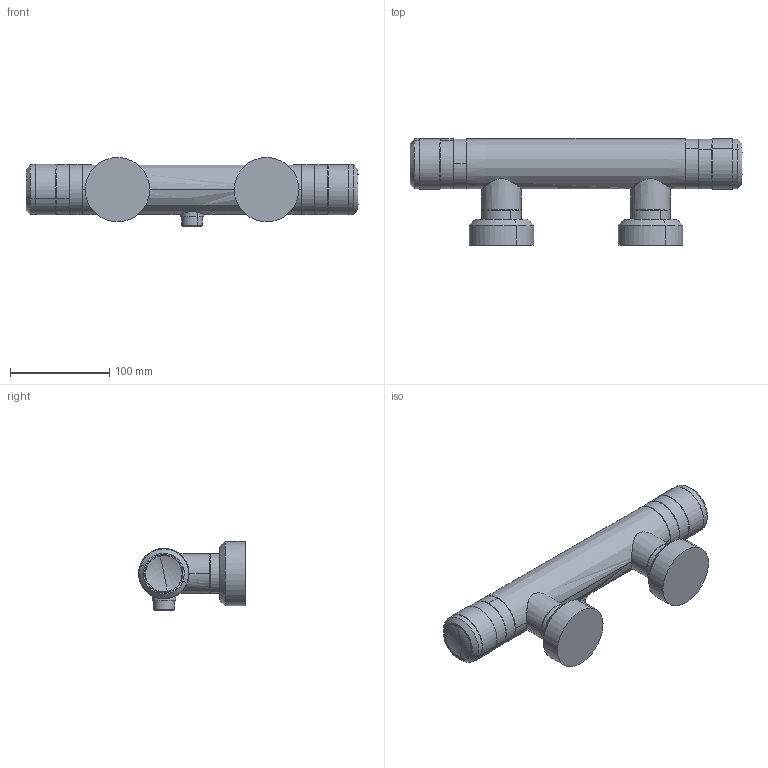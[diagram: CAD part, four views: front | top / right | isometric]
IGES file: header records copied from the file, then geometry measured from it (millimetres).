
Start section: START RECORD GO HERE.
Global section: file name: CR T0101 0 x rendering.igs; native system: DASSAULT SYSTEMES CATIA Version 5-6 Release 2013 - www.3ds.com; preprocessor: V5-6R2013_5.23.3.0.09-04-2013.20.00; author: ute09; organization: CISALNT1; date: 20170724.145724; units: millimetre
Bounding box: 334 x 107.39 x 69.49 mm (x, y, z)
Surface area: 102599.1 mm2 (no closed solid volume)
Topology: 0 solids, 0 shells, 98 faces, 380 edges, 376 vertices
Faces by surface type: revolution 72, plane 26
